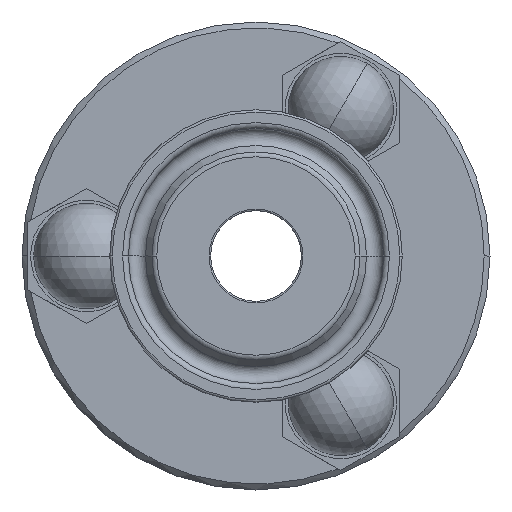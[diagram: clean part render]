
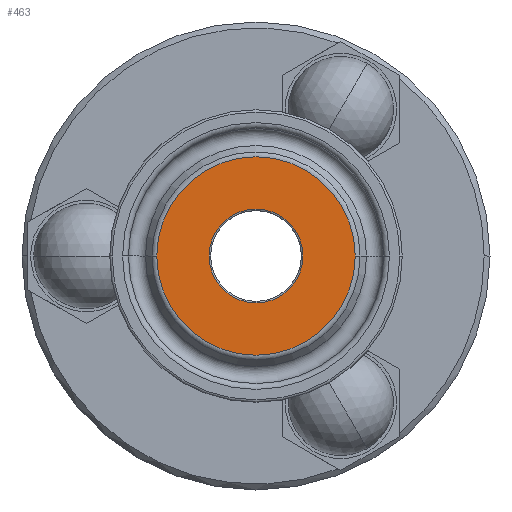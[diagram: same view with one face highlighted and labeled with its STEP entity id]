
A CAD part, left-side view. The second image highlights one B-rep face of the part: STEP entity #463.
In plain terms, the highlighted planar face has unit normal (-1, 0, 0).
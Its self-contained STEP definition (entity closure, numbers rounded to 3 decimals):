
#160 = CARTESIAN_POINT ( 'NONE',  ( -44.2, -8.478, 0. ) ) ;
#274 = VERTEX_POINT ( 'NONE', #160 ) ;
#444 = AXIS2_PLACEMENT_3D ( 'NONE', #903, #1329, #4537 ) ;
#463 = ADVANCED_FACE ( 'NONE', ( #594, #5231 ), #1507, .F. ) ;
#594 = FACE_BOUND ( 'NONE', #3195, .T. ) ;
#813 = AXIS2_PLACEMENT_3D ( 'NONE', #3443, #5099, #2471 ) ;
#903 = CARTESIAN_POINT ( 'NONE',  ( -44.2, 0., 0. ) ) ;
#947 = CARTESIAN_POINT ( 'NONE',  ( -44.2, 0., 0. ) ) ;
#957 = CARTESIAN_POINT ( 'NONE',  ( -44.2, 8.478, 0. ) ) ;
#1034 = VERTEX_POINT ( 'NONE', #1628 ) ;
#1045 = AXIS2_PLACEMENT_3D ( 'NONE', #3196, #3170, #1107 ) ;
#1107 = DIRECTION ( 'NONE',  ( 0., 1., 0. ) ) ;
#1277 = CARTESIAN_POINT ( 'NONE',  ( -44.2, 4.005, 0. ) ) ;
#1326 = DIRECTION ( 'NONE',  ( -1., 0., 0. ) ) ;
#1329 = DIRECTION ( 'NONE',  ( -1., 0., 0. ) ) ;
#1507 = PLANE ( 'NONE',  #1045 ) ;
#1628 = CARTESIAN_POINT ( 'NONE',  ( -44.2, -4.005, 0. ) ) ;
#1727 = AXIS2_PLACEMENT_3D ( 'NONE', #3060, #4740, #2190 ) ;
#1970 = EDGE_CURVE ( 'NONE', #274, #4736, #4075, .T. ) ;
#2116 = ORIENTED_EDGE ( 'NONE', *, *, #1970, .T. ) ;
#2190 = DIRECTION ( 'NONE',  ( 0., -1., 0. ) ) ;
#2191 = CIRCLE ( 'NONE', #813, 4.005 ) ;
#2471 = DIRECTION ( 'NONE',  ( 0., -1., 0. ) ) ;
#2533 = CIRCLE ( 'NONE', #5052, 4.005 ) ;
#2595 = DIRECTION ( 'NONE',  ( 0., -1., 0. ) ) ;
#2680 = EDGE_CURVE ( 'NONE', #1034, #4242, #2191, .T. ) ;
#2782 = EDGE_CURVE ( 'NONE', #4242, #1034, #2533, .T. ) ;
#3060 = CARTESIAN_POINT ( 'NONE',  ( -44.2, 0., 0. ) ) ;
#3170 = DIRECTION ( 'NONE',  ( 1., 0., 0. ) ) ;
#3195 = EDGE_LOOP ( 'NONE', ( #5174, #5154 ) ) ;
#3196 = CARTESIAN_POINT ( 'NONE',  ( -44.2, 4.005, 0. ) ) ;
#3296 = CIRCLE ( 'NONE', #444, 8.478 ) ;
#3443 = CARTESIAN_POINT ( 'NONE',  ( -44.2, 0., 0. ) ) ;
#4075 = CIRCLE ( 'NONE', #1727, 8.478 ) ;
#4242 = VERTEX_POINT ( 'NONE', #1277 ) ;
#4282 = EDGE_CURVE ( 'NONE', #4736, #274, #3296, .T. ) ;
#4462 = EDGE_LOOP ( 'NONE', ( #2116, #4616 ) ) ;
#4537 = DIRECTION ( 'NONE',  ( 0., -1., 0. ) ) ;
#4616 = ORIENTED_EDGE ( 'NONE', *, *, #4282, .T. ) ;
#4736 = VERTEX_POINT ( 'NONE', #957 ) ;
#4740 = DIRECTION ( 'NONE',  ( -1., 0., 0. ) ) ;
#5052 = AXIS2_PLACEMENT_3D ( 'NONE', #947, #1326, #2595 ) ;
#5099 = DIRECTION ( 'NONE',  ( -1., 0., 0. ) ) ;
#5154 = ORIENTED_EDGE ( 'NONE', *, *, #2782, .F. ) ;
#5174 = ORIENTED_EDGE ( 'NONE', *, *, #2680, .F. ) ;
#5231 = FACE_OUTER_BOUND ( 'NONE', #4462, .T. ) ;
